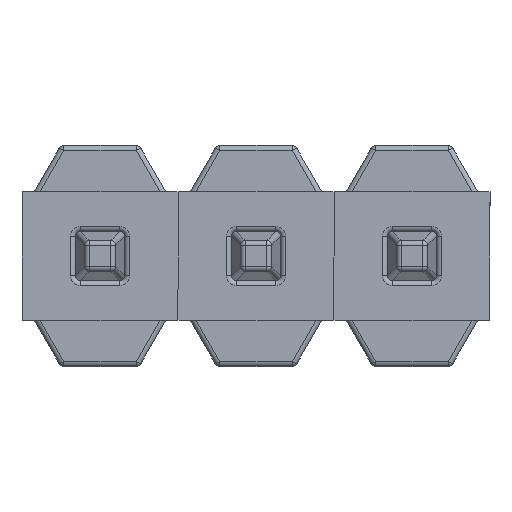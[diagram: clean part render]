
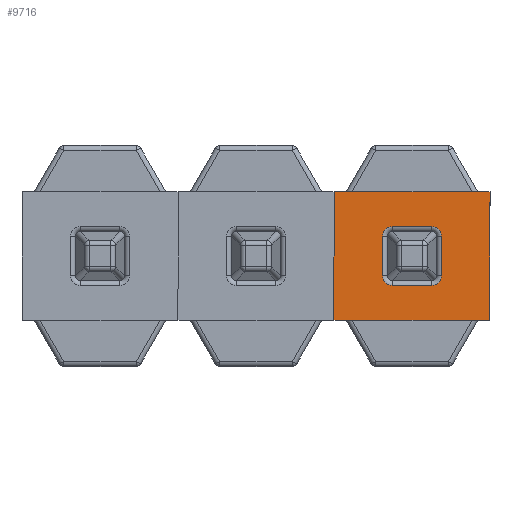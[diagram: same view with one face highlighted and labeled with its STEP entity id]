
A CAD part, front view. The second image highlights one B-rep face of the part: STEP entity #9716.
In plain terms, the highlighted planar face has unit normal (0, -1, 0).
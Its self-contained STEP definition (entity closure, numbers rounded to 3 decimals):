
#21 = ORIENTED_EDGE ( 'NONE', *, *, #6272, .T. ) ;
#85 = LINE ( 'NONE', #4966, #2180 ) ;
#163 = DIRECTION ( 'NONE',  ( 0., 1., 0. ) ) ;
#164 = ORIENTED_EDGE ( 'NONE', *, *, #4494, .T. ) ;
#167 = EDGE_CURVE ( 'NONE', #6127, #3967, #9735, .T. ) ;
#175 = PLANE ( 'NONE',  #1768 ) ;
#251 = VECTOR ( 'NONE', #4712, 1000. ) ;
#511 = DIRECTION ( 'NONE',  ( 1., 0., 0. ) ) ;
#518 = CARTESIAN_POINT ( 'NONE',  ( -0.16, -0.3, -0.24 ) ) ;
#559 = VERTEX_POINT ( 'NONE', #6350 ) ;
#592 = DIRECTION ( 'NONE',  ( 0., 1., 0. ) ) ;
#696 = CARTESIAN_POINT ( 'NONE',  ( 0.535, -0.3, 0.525 ) ) ;
#760 = DIRECTION ( 'NONE',  ( 1., 0., 0. ) ) ;
#1043 = DIRECTION ( 'NONE',  ( 0., 0., 1. ) ) ;
#1095 = CARTESIAN_POINT ( 'NONE',  ( 0.16, -0.3, -0.24 ) ) ;
#1139 = ORIENTED_EDGE ( 'NONE', *, *, #2680, .T. ) ;
#1449 = CARTESIAN_POINT ( 'NONE',  ( 0.24, -0.3, 0.16 ) ) ;
#1498 = EDGE_CURVE ( 'NONE', #3967, #7124, #1902, .T. ) ;
#1524 = VERTEX_POINT ( 'NONE', #696 ) ;
#1580 = CARTESIAN_POINT ( 'NONE',  ( 0.635, -0.3, -0.525 ) ) ;
#1642 = LINE ( 'NONE', #9986, #7966 ) ;
#1666 = VECTOR ( 'NONE', #6189, 1000. ) ;
#1768 = AXIS2_PLACEMENT_3D ( 'NONE', #5749, #7349, #2579 ) ;
#1805 = FACE_BOUND ( 'NONE', #8832, .T. ) ;
#1858 = EDGE_CURVE ( 'NONE', #1524, #5467, #6357, .T. ) ;
#1902 = LINE ( 'NONE', #5393, #1666 ) ;
#2017 = DIRECTION ( 'NONE',  ( 0., 1., 0. ) ) ;
#2041 = EDGE_CURVE ( 'NONE', #9891, #1524, #10161, .T. ) ;
#2091 = LINE ( 'NONE', #10232, #251 ) ;
#2125 = ORIENTED_EDGE ( 'NONE', *, *, #3983, .T. ) ;
#2180 = VECTOR ( 'NONE', #4179, 1000. ) ;
#2217 = EDGE_CURVE ( 'NONE', #4485, #4146, #1642, .T. ) ;
#2293 = CIRCLE ( 'NONE', #2798, 0.08 ) ;
#2362 = VECTOR ( 'NONE', #1043, 1000. ) ;
#2579 = DIRECTION ( 'NONE',  ( 0., 0., 1. ) ) ;
#2608 = ORIENTED_EDGE ( 'NONE', *, *, #4778, .T. ) ;
#2641 = EDGE_CURVE ( 'NONE', #8687, #10027, #8682, .T. ) ;
#2680 = EDGE_CURVE ( 'NONE', #7124, #7088, #3981, .T. ) ;
#2719 = EDGE_CURVE ( 'NONE', #559, #4485, #5843, .T. ) ;
#2798 = AXIS2_PLACEMENT_3D ( 'NONE', #4576, #10094, #5377 ) ;
#2906 = DIRECTION ( 'NONE',  ( 1., 0., 0. ) ) ;
#3188 = AXIS2_PLACEMENT_3D ( 'NONE', #6767, #2017, #7578 ) ;
#3388 = VERTEX_POINT ( 'NONE', #9960 ) ;
#3416 = VECTOR ( 'NONE', #8903, 1000. ) ;
#3429 = LINE ( 'NONE', #4692, #9736 ) ;
#3485 = CARTESIAN_POINT ( 'NONE',  ( 0.24, -0.3, -0.16 ) ) ;
#3495 = CARTESIAN_POINT ( 'NONE',  ( 0.635, -0.3, 0.525 ) ) ;
#3573 = EDGE_CURVE ( 'NONE', #7088, #7829, #2091, .T. ) ;
#3741 = CARTESIAN_POINT ( 'NONE',  ( -0.635, -0.3, 0.525 ) ) ;
#3842 = EDGE_CURVE ( 'NONE', #10027, #10236, #10125, .T. ) ;
#3967 = VERTEX_POINT ( 'NONE', #1449 ) ;
#3981 = CIRCLE ( 'NONE', #3188, 0.08 ) ;
#3983 = EDGE_CURVE ( 'NONE', #10236, #6127, #3429, .T. ) ;
#4034 = CARTESIAN_POINT ( 'NONE',  ( -0.24, -0.3, -0.16 ) ) ;
#4135 = CARTESIAN_POINT ( 'NONE',  ( -0.535, -0.3, 0.525 ) ) ;
#4146 = VERTEX_POINT ( 'NONE', #8887 ) ;
#4179 = DIRECTION ( 'NONE',  ( 0., 0., -1. ) ) ;
#4180 = CARTESIAN_POINT ( 'NONE',  ( -0.24, -0.3, 0.16 ) ) ;
#4485 = VERTEX_POINT ( 'NONE', #8911 ) ;
#4494 = EDGE_CURVE ( 'NONE', #9489, #3388, #85, .T. ) ;
#4568 = EDGE_CURVE ( 'NONE', #4146, #9891, #9601, .T. ) ;
#4576 = CARTESIAN_POINT ( 'NONE',  ( -0.16, -0.3, -0.16 ) ) ;
#4626 = CARTESIAN_POINT ( 'NONE',  ( -0.635, -0.3, 0.525 ) ) ;
#4692 = CARTESIAN_POINT ( 'NONE',  ( 0.16, -0.3, 0.24 ) ) ;
#4712 = DIRECTION ( 'NONE',  ( -1., 0., 0. ) ) ;
#4778 = EDGE_CURVE ( 'NONE', #7829, #8687, #2293, .T. ) ;
#4817 = CARTESIAN_POINT ( 'NONE',  ( -0.635, -0.3, 0.525 ) ) ;
#4904 = CARTESIAN_POINT ( 'NONE',  ( 0.16, -0.3, 0.16 ) ) ;
#4966 = CARTESIAN_POINT ( 'NONE',  ( -0.635, -0.3, -0.525 ) ) ;
#4998 = CARTESIAN_POINT ( 'NONE',  ( 0.16, -0.3, 0.24 ) ) ;
#5031 = CARTESIAN_POINT ( 'NONE',  ( -0.24, -0.3, 0.16 ) ) ;
#5320 = CARTESIAN_POINT ( 'NONE',  ( -0.16, -0.3, 0.16 ) ) ;
#5377 = DIRECTION ( 'NONE',  ( 0., 0., 1. ) ) ;
#5393 = CARTESIAN_POINT ( 'NONE',  ( 0.24, -0.3, -0.16 ) ) ;
#5404 = VECTOR ( 'NONE', #8251, 1000. ) ;
#5448 = EDGE_CURVE ( 'NONE', #5467, #9489, #5531, .T. ) ;
#5467 = VERTEX_POINT ( 'NONE', #4135 ) ;
#5514 = ORIENTED_EDGE ( 'NONE', *, *, #1498, .T. ) ;
#5531 = LINE ( 'NONE', #6528, #3416 ) ;
#5701 = DIRECTION ( 'NONE',  ( 0., 0., 1. ) ) ;
#5749 = CARTESIAN_POINT ( 'NONE',  ( 0., -0.3, 0. ) ) ;
#5843 = LINE ( 'NONE', #6041, #9535 ) ;
#5858 = VECTOR ( 'NONE', #9267, 1000. ) ;
#5917 = AXIS2_PLACEMENT_3D ( 'NONE', #5320, #592, #6135 ) ;
#5999 = LINE ( 'NONE', #1580, #9943 ) ;
#6041 = CARTESIAN_POINT ( 'NONE',  ( 0.635, -0.3, -0.525 ) ) ;
#6127 = VERTEX_POINT ( 'NONE', #4998 ) ;
#6135 = DIRECTION ( 'NONE',  ( 0., 0., 1. ) ) ;
#6176 = ORIENTED_EDGE ( 'NONE', *, *, #5448, .T. ) ;
#6189 = DIRECTION ( 'NONE',  ( 0., 0., -1. ) ) ;
#6270 = AXIS2_PLACEMENT_3D ( 'NONE', #4904, #163, #5701 ) ;
#6272 = EDGE_CURVE ( 'NONE', #3388, #559, #5999, .T. ) ;
#6350 = CARTESIAN_POINT ( 'NONE',  ( -0.535, -0.3, -0.525 ) ) ;
#6357 = LINE ( 'NONE', #3741, #5858 ) ;
#6528 = CARTESIAN_POINT ( 'NONE',  ( -0.635, -0.3, 0.525 ) ) ;
#6552 = ORIENTED_EDGE ( 'NONE', *, *, #3842, .T. ) ;
#6767 = CARTESIAN_POINT ( 'NONE',  ( 0.16, -0.3, -0.16 ) ) ;
#7066 = ORIENTED_EDGE ( 'NONE', *, *, #2719, .T. ) ;
#7088 = VERTEX_POINT ( 'NONE', #1095 ) ;
#7096 = DIRECTION ( 'NONE',  ( 1., 0., 0. ) ) ;
#7124 = VERTEX_POINT ( 'NONE', #3485 ) ;
#7206 = ORIENTED_EDGE ( 'NONE', *, *, #4568, .T. ) ;
#7349 = DIRECTION ( 'NONE',  ( 0., 1., 0. ) ) ;
#7578 = DIRECTION ( 'NONE',  ( 0., 0., 1. ) ) ;
#7829 = VERTEX_POINT ( 'NONE', #518 ) ;
#7877 = FACE_OUTER_BOUND ( 'NONE', #9282, .T. ) ;
#7966 = VECTOR ( 'NONE', #2906, 1000. ) ;
#8012 = DIRECTION ( 'NONE',  ( -1., 0., 0. ) ) ;
#8051 = ORIENTED_EDGE ( 'NONE', *, *, #2641, .T. ) ;
#8098 = VECTOR ( 'NONE', #8012, 1000. ) ;
#8251 = DIRECTION ( 'NONE',  ( 0., 0., 1. ) ) ;
#8308 = ORIENTED_EDGE ( 'NONE', *, *, #3573, .T. ) ;
#8682 = LINE ( 'NONE', #4180, #2362 ) ;
#8687 = VERTEX_POINT ( 'NONE', #4034 ) ;
#8832 = EDGE_LOOP ( 'NONE', ( #8308, #2608, #8051, #6552, #2125, #9573, #5514, #1139 ) ) ;
#8887 = CARTESIAN_POINT ( 'NONE',  ( 0.635, -0.3, -0.525 ) ) ;
#8903 = DIRECTION ( 'NONE',  ( -1., 0., 0. ) ) ;
#8911 = CARTESIAN_POINT ( 'NONE',  ( 0.535, -0.3, -0.525 ) ) ;
#8926 = ORIENTED_EDGE ( 'NONE', *, *, #2217, .T. ) ;
#9206 = CARTESIAN_POINT ( 'NONE',  ( -0.16, -0.3, 0.24 ) ) ;
#9267 = DIRECTION ( 'NONE',  ( -1., 0., 0. ) ) ;
#9282 = EDGE_LOOP ( 'NONE', ( #164, #21, #7066, #8926, #7206, #9744, #9940, #6176 ) ) ;
#9489 = VERTEX_POINT ( 'NONE', #4626 ) ;
#9519 = CARTESIAN_POINT ( 'NONE',  ( 0.635, -0.3, 0.525 ) ) ;
#9535 = VECTOR ( 'NONE', #511, 1000. ) ;
#9573 = ORIENTED_EDGE ( 'NONE', *, *, #167, .T. ) ;
#9601 = LINE ( 'NONE', #3495, #5404 ) ;
#9716 = ADVANCED_FACE ( 'NONE', ( #1805, #7877 ), #175, .F. ) ;
#9735 = CIRCLE ( 'NONE', #6270, 0.08 ) ;
#9736 = VECTOR ( 'NONE', #7096, 1000. ) ;
#9744 = ORIENTED_EDGE ( 'NONE', *, *, #2041, .T. ) ;
#9891 = VERTEX_POINT ( 'NONE', #9519 ) ;
#9940 = ORIENTED_EDGE ( 'NONE', *, *, #1858, .T. ) ;
#9943 = VECTOR ( 'NONE', #760, 1000. ) ;
#9960 = CARTESIAN_POINT ( 'NONE',  ( -0.635, -0.3, -0.525 ) ) ;
#9986 = CARTESIAN_POINT ( 'NONE',  ( 0.635, -0.3, -0.525 ) ) ;
#10027 = VERTEX_POINT ( 'NONE', #5031 ) ;
#10094 = DIRECTION ( 'NONE',  ( 0., 1., 0. ) ) ;
#10125 = CIRCLE ( 'NONE', #5917, 0.08 ) ;
#10161 = LINE ( 'NONE', #4817, #8098 ) ;
#10232 = CARTESIAN_POINT ( 'NONE',  ( -0.16, -0.3, -0.24 ) ) ;
#10236 = VERTEX_POINT ( 'NONE', #9206 ) ;
